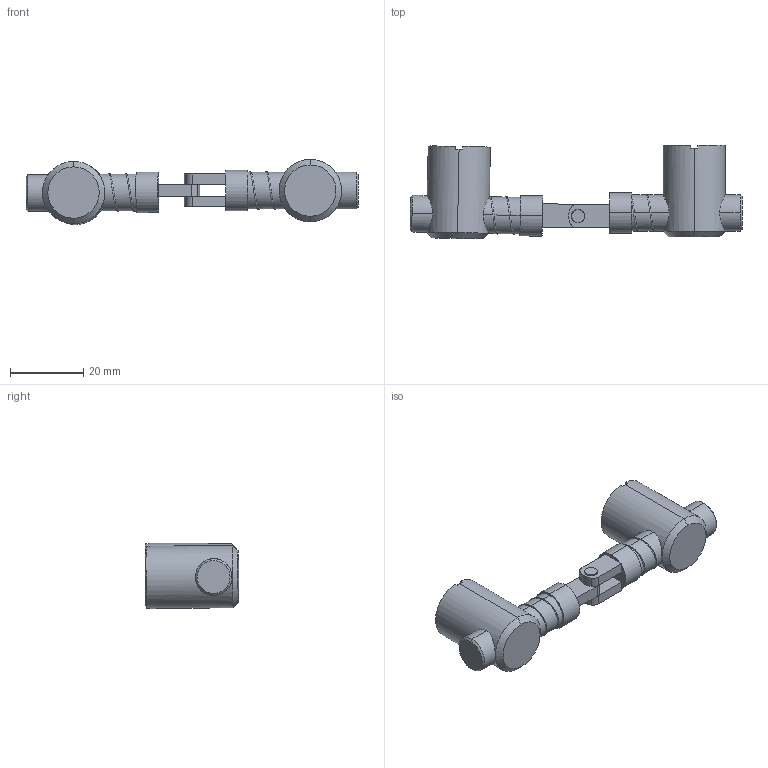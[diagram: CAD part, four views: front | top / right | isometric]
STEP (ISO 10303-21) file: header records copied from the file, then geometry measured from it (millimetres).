
FILE_DESCRIPTION (( 'STEP AP214' ), '1' );
FILE_NAME ('AL-302.0202A.01.STEP', '2019-11-06T07:49:55', ( '' ), ( '' ), 'SwSTEP 2.0', 'SolidWorks 2018', '' );
FILE_SCHEMA (( 'AUTOMOTIVE_DESIGN' ));
Length unit declared in the file: millimetre
Products named in the file (1): AL-302.0202A.01
Bounding box: 90.53 x 25.55 x 17.77 mm (x, y, z)
Volume: 14503.4 mm3; surface area: 5885.5 mm2
Topology: 5 solids, 5 shells, 112 faces, 274 edges, 178 vertices
Faces by surface type: plane 57, cylinder 45, cone 8, bspline 2
Entity records: 5798 total; most frequent: CARTESIAN_POINT 1897, ORIENTED_EDGE 548, DIRECTION 534, EDGE_CURVE 274, AXIS2_PLACEMENT_3D 195, VERTEX_POINT 178, LINE 144, VECTOR 144
